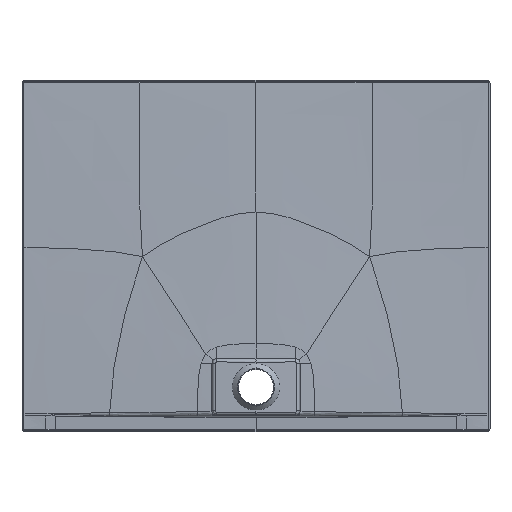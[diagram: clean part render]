
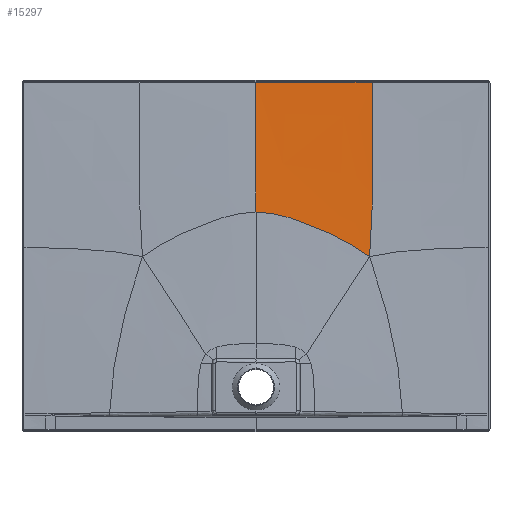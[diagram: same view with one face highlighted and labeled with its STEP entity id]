
A CAD part, front view. The second image highlights one B-rep face of the part: STEP entity #15297.
In plain terms, the highlighted free-form (B-spline) face has degree [3, 3] with [8, 10] control points.
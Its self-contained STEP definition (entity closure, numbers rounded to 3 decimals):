
#3320=CARTESIAN_POINT('',(291.382,-10.359,448.376));
#3322=CARTESIAN_POINT('',(0.,-12.199,
562.582));
#3323=CARTESIAN_POINT('',(21.394,-12.199,562.582));
#3324=CARTESIAN_POINT('',(65.885,-12.066,555.933));
#3325=CARTESIAN_POINT('',(136.904,-11.638,531.705));
#3326=CARTESIAN_POINT('',(199.41,-11.217,504.007));
#3327=CARTESIAN_POINT('',(251.459,-10.788,475.473));
#3328=CARTESIAN_POINT('',(278.035,-10.515,458.045));
#3329=CARTESIAN_POINT('',(291.382,-10.359,448.376));
#3976=CARTESIAN_POINT('',(300.001,-3.061,894.976));
#3999=CARTESIAN_POINT('',(-0.006,-3.139,
894.946));
#4000=CARTESIAN_POINT('',(23.269,-3.139,894.946));
#4001=CARTESIAN_POINT('',(67.962,-3.134,894.947));
#4002=CARTESIAN_POINT('',(127.625,-3.119,894.953));
#4003=CARTESIAN_POINT('',(185.23,-3.101,894.96));
#4004=CARTESIAN_POINT('',(243.849,-3.081,894.968));
#4005=CARTESIAN_POINT('',(281.415,-3.068,894.973));
#4006=CARTESIAN_POINT('',(300.001,-3.061,894.976));
#4008=CARTESIAN_POINT('',(300.001,-3.061,894.976));
#4009=CARTESIAN_POINT('',(300.007,-3.432,864.738));
#4010=CARTESIAN_POINT('',(300.018,-4.328,801.579));
#4011=CARTESIAN_POINT('',(300.271,-5.731,715.589));
#4012=CARTESIAN_POINT('',(299.898,-7.017,638.22));
#4013=CARTESIAN_POINT('',(298.803,-8.051,576.64));
#4014=CARTESIAN_POINT('',(296.686,-8.974,523.188));
#4015=CARTESIAN_POINT('',(294.003,-9.753,480.242));
#4016=CARTESIAN_POINT('',(292.314,-10.155,458.935));
#4017=CARTESIAN_POINT('',(291.382,-10.359,448.376));
#4019=DIRECTION('',(0.,-0.027,-1.));
#4020=VECTOR('',#4019,332.487);
#4021=CARTESIAN_POINT('',(-0.006,-3.139,
894.946));
#4022=LINE('',#4021,#4020);
#4560=VERTEX_POINT('',#3320);
#4677=VERTEX_POINT('',#3976);
#4699=CARTESIAN_POINT('',(0.,-12.199,
562.582));
#4701=VERTEX_POINT('',#4699);
#4702=CARTESIAN_POINT('',(-0.006,-3.139,
894.946));
#4703=VERTEX_POINT('',#4702);
#15208=CARTESIAN_POINT('',(-3.062,-3.028,
899.022));
#15209=CARTESIAN_POINT('',(-3.061,-3.785,
871.25));
#15210=CARTESIAN_POINT('',(-3.021,-5.308,
815.352));
#15211=CARTESIAN_POINT('',(-2.892,-7.215,
745.391));
#15212=CARTESIAN_POINT('',(-2.775,-8.748,
689.138));
#15213=CARTESIAN_POINT('',(-2.694,-9.898,
646.947));
#15214=CARTESIAN_POINT('',(-2.645,-10.857,
611.788));
#15215=CARTESIAN_POINT('',(-2.621,-11.65,
582.676));
#15216=CARTESIAN_POINT('',(-2.616,-12.061,
567.627));
#15217=CARTESIAN_POINT('',(-2.616,-12.279,
559.61));
#15218=CARTESIAN_POINT('',(22.959,-3.028,
899.023));
#15219=CARTESIAN_POINT('',(22.956,-3.786,
871.256));
#15220=CARTESIAN_POINT('',(22.652,-5.312,
815.372));
#15221=CARTESIAN_POINT('',(21.676,-7.221,
745.45));
#15222=CARTESIAN_POINT('',(20.79,-8.755,
689.25));
#15223=CARTESIAN_POINT('',(20.18,-9.905,
647.11));
#15224=CARTESIAN_POINT('',(19.805,-10.863,
612.001));
#15225=CARTESIAN_POINT('',(19.623,-11.657,
582.931));
#15226=CARTESIAN_POINT('',(19.582,-12.066,
567.904));
#15227=CARTESIAN_POINT('',(19.576,-12.285,
559.899));
#15228=CARTESIAN_POINT('',(73.979,-3.027,
899.015));
#15229=CARTESIAN_POINT('',(73.971,-3.758,
871.128));
#15230=CARTESIAN_POINT('',(73.045,-5.232,
814.922));
#15231=CARTESIAN_POINT('',(70.208,-7.09,
744.081));
#15232=CARTESIAN_POINT('',(67.776,-8.601,
686.643));
#15233=CARTESIAN_POINT('',(66.189,-9.745,
643.323));
#15234=CARTESIAN_POINT('',(65.304,-10.709,
607.066));
#15235=CARTESIAN_POINT('',(64.945,-11.514,
577.012));
#15236=CARTESIAN_POINT('',(64.904,-11.931,
561.483));
#15237=CARTESIAN_POINT('',(64.923,-12.154,
553.216));
#15238=CARTESIAN_POINT('',(150.,-3.023,
898.989));
#15239=CARTESIAN_POINT('',(149.987,-3.653,
870.732));
#15240=CARTESIAN_POINT('',(148.534,-4.943,
813.493));
#15241=CARTESIAN_POINT('',(144.288,-6.633,
739.422));
#15242=CARTESIAN_POINT('',(140.827,-8.075,
677.42));
#15243=CARTESIAN_POINT('',(138.656,-9.206,
629.658));
#15244=CARTESIAN_POINT('',(137.493,-10.195,
588.997));
#15245=CARTESIAN_POINT('',(137.001,-11.041,
555.104));
#15246=CARTESIAN_POINT('',(136.907,-11.487,
537.58));
#15247=CARTESIAN_POINT('',(136.899,-11.726,
528.274));
#15248=CARTESIAN_POINT('',(212.5,-3.019,
898.952));
#15249=CARTESIAN_POINT('',(212.49,-3.543,
870.063));
#15250=CARTESIAN_POINT('',(211.239,-4.659,
811.278));
#15251=CARTESIAN_POINT('',(207.687,-6.219,
733.295));
#15252=CARTESIAN_POINT('',(204.721,-7.605,
666.111));
#15253=CARTESIAN_POINT('',(202.696,-8.723,
613.431));
#15254=CARTESIAN_POINT('',(201.27,-9.726,
568.021));
#15255=CARTESIAN_POINT('',(200.175,-10.596,
530.1));
#15256=CARTESIAN_POINT('',(199.614,-11.059,
510.547));
#15257=CARTESIAN_POINT('',(199.293,-11.308,
500.186));
#15258=CARTESIAN_POINT('',(263.303,-3.016,
898.897));
#15259=CARTESIAN_POINT('',(263.301,-3.455,
868.831));
#15260=CARTESIAN_POINT('',(262.673,-4.447,
807.473));
#15261=CARTESIAN_POINT('',(261.016,-5.927,
724.777));
#15262=CARTESIAN_POINT('',(259.355,-7.265,
652.235));
#15263=CARTESIAN_POINT('',(257.807,-8.349,
594.769));
#15264=CARTESIAN_POINT('',(256.023,-9.324,
544.96));
#15265=CARTESIAN_POINT('',(254.032,-10.173,
503.455));
#15266=CARTESIAN_POINT('',(252.763,-10.626,
482.112));
#15267=CARTESIAN_POINT('',(252.026,-10.871,
470.864));
#15268=CARTESIAN_POINT('',(289.106,-3.015,
898.856));
#15269=CARTESIAN_POINT('',(289.11,-3.412,
867.857));
#15270=CARTESIAN_POINT('',(288.921,-4.347,
804.519));
#15271=CARTESIAN_POINT('',(288.583,-5.79,
718.658));
#15272=CARTESIAN_POINT('',(287.818,-7.094,
642.829));
#15273=CARTESIAN_POINT('',(286.59,-8.146,
582.54));
#15274=CARTESIAN_POINT('',(284.585,-9.087,
530.226));
#15275=CARTESIAN_POINT('',(282.033,-9.908,
486.678));
#15276=CARTESIAN_POINT('',(280.388,-10.347,
464.369));
#15277=CARTESIAN_POINT('',(279.376,-10.584,
452.57));
#15278=CARTESIAN_POINT('',(302.409,-3.014,
898.831));
#15279=CARTESIAN_POINT('',(302.416,-3.391,
867.242));
#15280=CARTESIAN_POINT('',(302.467,-4.296,
802.664));
#15281=CARTESIAN_POINT('',(302.854,-5.718,
714.918));
#15282=CARTESIAN_POINT('',(302.567,-7.,
637.211));
#15283=CARTESIAN_POINT('',(301.502,-8.03,
575.347));
#15284=CARTESIAN_POINT('',(299.36,-8.95,
521.645));
#15285=CARTESIAN_POINT('',(296.533,-9.752,
476.997));
#15286=CARTESIAN_POINT('',(294.659,-10.181,
454.105));
#15287=CARTESIAN_POINT('',(293.552,-10.414,
442.053));
#15288=B_SPLINE_SURFACE_WITH_KNOTS('',3,3,((#15208,#15209,#15210,#15211,#15212,
#15213,#15214,#15215,#15216,#15217),(#15218,#15219,#15220,#15221,#15222,#15223,
#15224,#15225,#15226,#15227),(#15228,#15229,#15230,#15231,#15232,#15233,#15234,
#15235,#15236,#15237),(#15238,#15239,#15240,#15241,#15242,#15243,#15244,#15245,
#15246,#15247),(#15248,#15249,#15250,#15251,#15252,#15253,#15254,#15255,#15256,
#15257),(#15258,#15259,#15260,#15261,#15262,#15263,#15264,#15265,#15266,#15267),
(#15268,#15269,#15270,#15271,#15272,#15273,#15274,#15275,#15276,#15277),(#15278,
#15279,#15280,#15281,#15282,#15283,#15284,#15285,#15286,#15287)),.UNSPECIFIED.,
.F.,.F.,.F.,(4,1,1,1,1,4),(4,1,1,1,1,1,1,4),(-0.005,0.125,0.25,
0.375,0.438,0.504),(0.002,0.125,0.25,0.313,
0.375,0.438,0.469,0.504),.UNSPECIFIED.);
#15290=ORIENTED_EDGE('',*,*,#15289,.F.);
#15292=ORIENTED_EDGE('',*,*,#15291,.T.);
#15293=ORIENTED_EDGE('',*,*,#15199,.T.);
#15294=ORIENTED_EDGE('',*,*,#13583,.F.);
#15295=EDGE_LOOP('',(#15290,#15292,#15293,#15294));
#15296=FACE_OUTER_BOUND('',#15295,.F.);
#15297=ADVANCED_FACE('',(#15296),#15288,.F.);
#3330=B_SPLINE_CURVE_WITH_KNOTS('',3,(#3322,#3323,#3324,#3325,#3326,#3327,#3328,
#3329),.UNSPECIFIED.,.F.,.F.,(4,1,1,1,1,4),(0.,0.25,0.5,0.75,0.875,
1.),.UNSPECIFIED.);
#4007=B_SPLINE_CURVE_WITH_KNOTS('',3,(#3999,#4000,#4001,#4002,#4003,#4004,#4005,
#4006),.UNSPECIFIED.,.F.,.F.,(4,1,1,1,1,4),(0.,0.2,0.4,0.6,0.8,1.),
.UNSPECIFIED.);
#4018=B_SPLINE_CURVE_WITH_KNOTS('',3,(#4008,#4009,#4010,#4011,#4012,#4013,#4014,
#4015,#4016,#4017),.UNSPECIFIED.,.F.,.F.,(4,1,1,1,1,1,1,4),(0.,
0.24,0.493,0.62,0.747,
0.873,0.937,1.),.UNSPECIFIED.);
#13583=EDGE_CURVE('',#4701,#4560,#3330,.T.);
#15199=EDGE_CURVE('',#4677,#4560,#4018,.T.);
#15289=EDGE_CURVE('',#4703,#4701,#4022,.T.);
#15291=EDGE_CURVE('',#4703,#4677,#4007,.T.);
